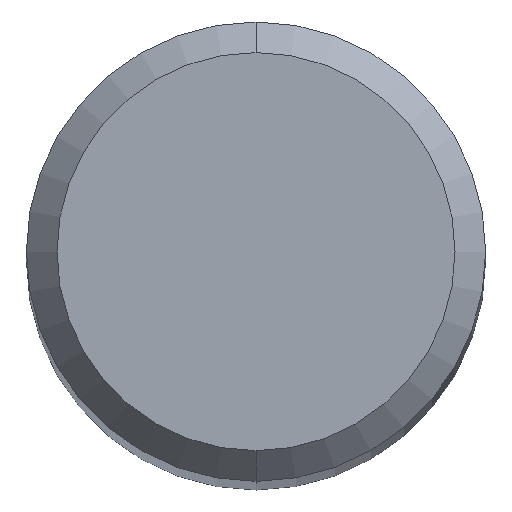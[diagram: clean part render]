
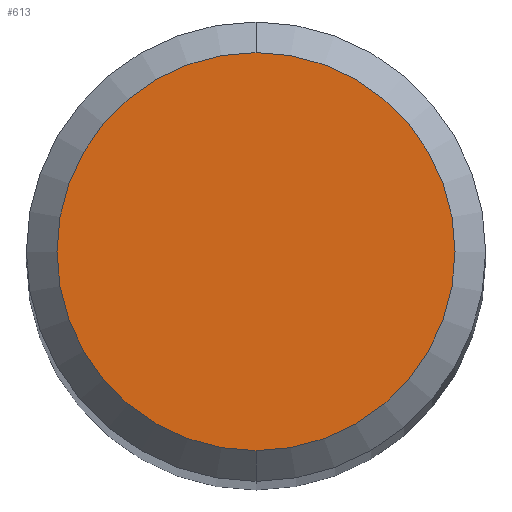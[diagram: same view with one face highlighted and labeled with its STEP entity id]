
A CAD part, top view. The second image highlights one B-rep face of the part: STEP entity #613.
In plain terms, the highlighted planar face has unit normal (0, 0, 1).
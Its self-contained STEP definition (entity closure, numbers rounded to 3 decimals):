
#613=ADVANCED_FACE('',(#1475),#1476,.T.);
#671=EDGE_CURVE('',#1217,#859,#1540,.T.);
#859=VERTEX_POINT('',#1741);
#897=EDGE_CURVE('',#859,#1217,#1782,.T.);
#1217=VERTEX_POINT('',#2133);
#1475=FACE_OUTER_BOUND('',#2992,.T.);
#1476=PLANE('',#2993);
#1540=CIRCLE('',#3329,2.6);
#1741=CARTESIAN_POINT('',(0.0,2.6,0.0));
#1782=CIRCLE('',#4595,2.6);
#2133=CARTESIAN_POINT('',(0.,-2.6,0.0));
#2992=EDGE_LOOP('',(#7190,#7191));
#2993=AXIS2_PLACEMENT_3D('',#7192,#7193,#7194);
#3329=AXIS2_PLACEMENT_3D('',#7270,#7271,#7272);
#4595=AXIS2_PLACEMENT_3D('',#7498,#7499,#7500);
#7190=ORIENTED_EDGE('',*,*,#897,.F.);
#7191=ORIENTED_EDGE('',*,*,#671,.F.);
#7192=CARTESIAN_POINT('',(0.0,1.3,0.0));
#7193=DIRECTION('',(-0.0,0.0,1.0));
#7194=DIRECTION('',(0.0,-1.0,0.0));
#7270=CARTESIAN_POINT('',(0.0,0.0,0.0));
#7271=DIRECTION('',(0.0,0.0,-1.0));
#7272=DIRECTION('',(0.0,1.0,0.0));
#7498=CARTESIAN_POINT('',(0.0,0.0,0.0));
#7499=DIRECTION('',(0.0,0.0,-1.0));
#7500=DIRECTION('',(0.0,1.0,0.0));
